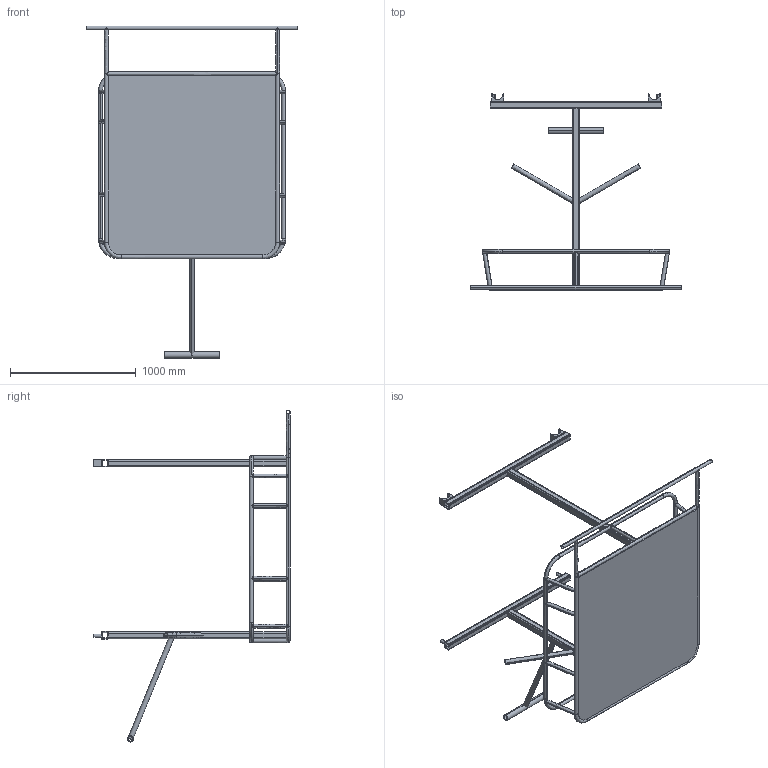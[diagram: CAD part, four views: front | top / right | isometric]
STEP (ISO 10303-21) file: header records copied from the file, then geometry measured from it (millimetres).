
FILE_DESCRIPTION(('FreeCAD Model'),'2;1');
FILE_NAME('Open CASCADE Shape Model','2025-05-04T12:18:51',('FreeCAD'),( 'FreeCAD'),'Open CASCADE STEP processor 7.6','FreeCAD','Unknown');
FILE_SCHEMA(('AUTOMOTIVE_DESIGN { 1 0 10303 214 1 1 1 1 }'));
Length unit declared in the file: millimetre
Products named in the file (1): Open CASCADE STEP translator 7.6 1
Bounding box: 1676.01 x 1560.37 x 2642.91 mm (x, y, z)
Volume: 40447845.8 mm3; surface area: 9532887 mm2
Topology: 40 solids, 40 shells, 305 faces, 689 edges, 460 vertices
Faces by surface type: bspline 305
Entity records: 11612 total; most frequent: CARTESIAN_POINT 7491, ORIENTED_EDGE 1378, EDGE_CURVE 689, VERTEX_POINT 460, FACE_BOUND 371, EDGE_LOOP 371, B_SPLINE_CURVE_WITH_KNOTS 349, ADVANCED_FACE 305
